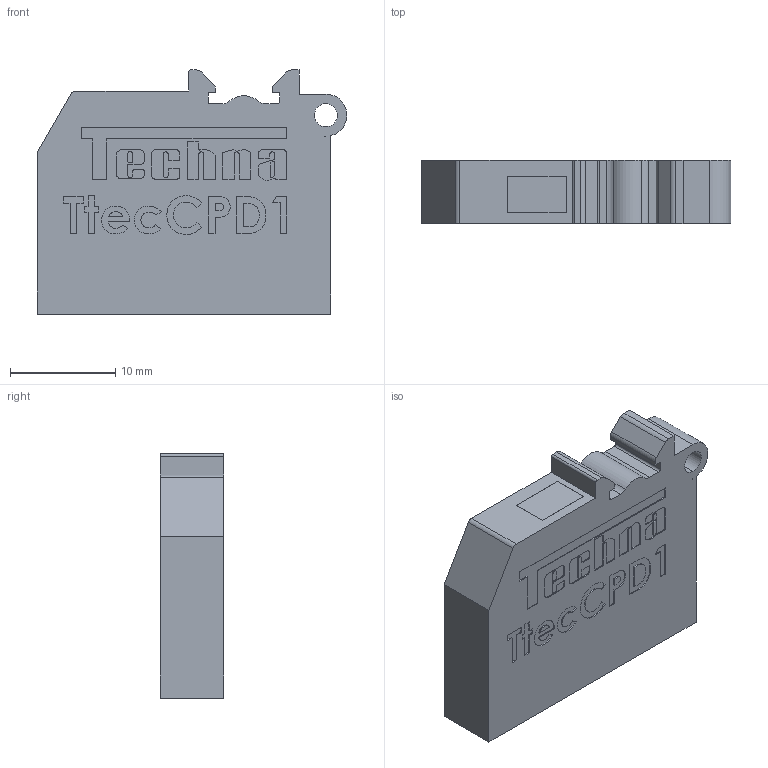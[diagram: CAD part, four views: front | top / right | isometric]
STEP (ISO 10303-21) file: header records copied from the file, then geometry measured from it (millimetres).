
FILE_DESCRIPTION (( 'STEP AP214' ), '1' );
FILE_NAME ('TtecCPD1.STEP', '2020-07-02T07:21:41', ( '' ), ( '' ), 'SwSTEP 2.0', 'SolidWorks 2020', '' );
FILE_SCHEMA (( 'AUTOMOTIVE_DESIGN' ));
Length unit declared in the file: millimetre
Products named in the file (1): TtecCPD1
Bounding box: 29.45 x 6 x 23.2 mm (x, y, z)
Volume: 3479.1 mm3; surface area: 1906.8 mm2
Topology: 1 solids, 1 shells, 493 faces, 1360 edges, 908 vertices
Faces by surface type: plane 283, cylinder 138, bspline 72
Entity records: 24700 total; most frequent: CARTESIAN_POINT 7442, ORIENTED_EDGE 2720, DIRECTION 2336, EDGE_CURVE 1360, VECTOR 940, LINE 940, VERTEX_POINT 908, AXIS2_PLACEMENT_3D 698
